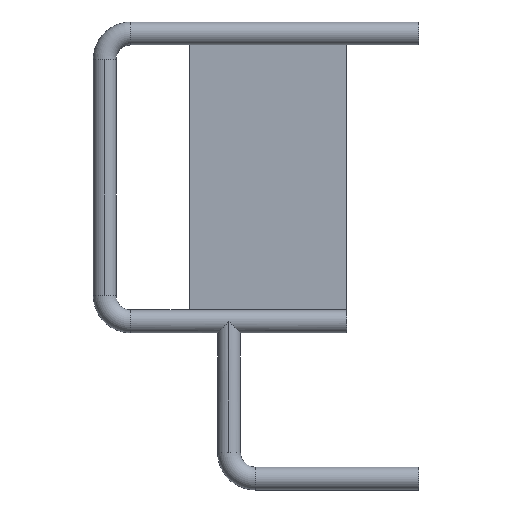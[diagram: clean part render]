
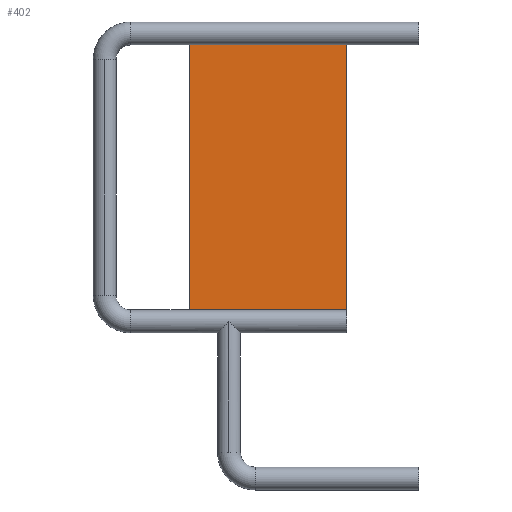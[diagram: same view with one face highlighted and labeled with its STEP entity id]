
A CAD part, left-side view. The second image highlights one B-rep face of the part: STEP entity #402.
In plain terms, the highlighted planar face has unit normal (-1, 0, 0).
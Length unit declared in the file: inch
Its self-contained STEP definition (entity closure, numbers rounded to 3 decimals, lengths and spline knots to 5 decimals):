
#63 = VECTOR ( 'NONE', #559, 39.37008 ) ;
#106 = VERTEX_POINT ( 'NONE', #333 ) ;
#116 = VECTOR ( 'NONE', #762, 39.37008 ) ;
#128 = CARTESIAN_POINT ( 'NONE',  ( -0.02, 8.75, -10.5625 ) ) ;
#155 = VECTOR ( 'NONE', #319, 39.37008 ) ;
#167 = CARTESIAN_POINT ( 'NONE',  ( -0.02, 2.75, -10.5625 ) ) ;
#168 = EDGE_LOOP ( 'NONE', ( #646, #705, #366, #713 ) ) ;
#176 = VERTEX_POINT ( 'NONE', #576 ) ;
#192 = EDGE_CURVE ( 'NONE', #485, #176, #451, .T. ) ;
#224 = DIRECTION ( 'NONE',  ( 1., 0., 0. ) ) ;
#230 = LINE ( 'NONE', #369, #63 ) ;
#266 = LINE ( 'NONE', #556, #582 ) ;
#318 = LINE ( 'NONE', #128, #155 ) ;
#319 = DIRECTION ( 'NONE',  ( 0., 0., 1. ) ) ;
#330 = CARTESIAN_POINT ( 'NONE',  ( -0.02, 8.75, -0.4375 ) ) ;
#333 = CARTESIAN_POINT ( 'NONE',  ( -0.02, 8.75, -10.5625 ) ) ;
#354 = PLANE ( 'NONE',  #637 ) ;
#366 = ORIENTED_EDGE ( 'NONE', *, *, #560, .F. ) ;
#369 = CARTESIAN_POINT ( 'NONE',  ( -0.02, 2.75, -10.5625 ) ) ;
#402 = ADVANCED_FACE ( 'NONE', ( #661 ), #354, .F. ) ;
#408 = VERTEX_POINT ( 'NONE', #167 ) ;
#414 = DIRECTION ( 'NONE',  ( 0., 0., -1. ) ) ;
#451 = LINE ( 'NONE', #330, #116 ) ;
#485 = VERTEX_POINT ( 'NONE', #551 ) ;
#520 = EDGE_CURVE ( 'NONE', #408, #106, #266, .T. ) ;
#551 = CARTESIAN_POINT ( 'NONE',  ( -0.02, 8.75, -0.4375 ) ) ;
#556 = CARTESIAN_POINT ( 'NONE',  ( -0.02, 2.75, -10.5625 ) ) ;
#559 = DIRECTION ( 'NONE',  ( 0., 0., -1. ) ) ;
#560 = EDGE_CURVE ( 'NONE', #176, #408, #230, .T. ) ;
#576 = CARTESIAN_POINT ( 'NONE',  ( -0.02, 2.75, -0.4375 ) ) ;
#582 = VECTOR ( 'NONE', #610, 39.37008 ) ;
#610 = DIRECTION ( 'NONE',  ( 0., 1., 0. ) ) ;
#637 = AXIS2_PLACEMENT_3D ( 'NONE', #663, #224, #414 ) ;
#646 = ORIENTED_EDGE ( 'NONE', *, *, #698, .F. ) ;
#661 = FACE_OUTER_BOUND ( 'NONE', #168, .T. ) ;
#663 = CARTESIAN_POINT ( 'NONE',  ( -0.02, 8.75, -0.4375 ) ) ;
#698 = EDGE_CURVE ( 'NONE', #106, #485, #318, .T. ) ;
#705 = ORIENTED_EDGE ( 'NONE', *, *, #520, .F. ) ;
#713 = ORIENTED_EDGE ( 'NONE', *, *, #192, .F. ) ;
#762 = DIRECTION ( 'NONE',  ( 0., -1., 0. ) ) ;
